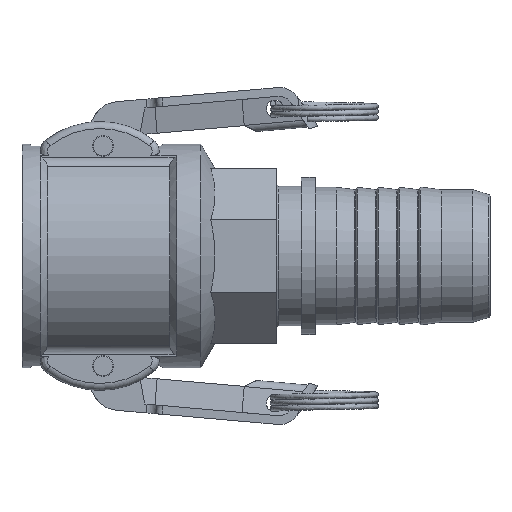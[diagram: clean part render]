
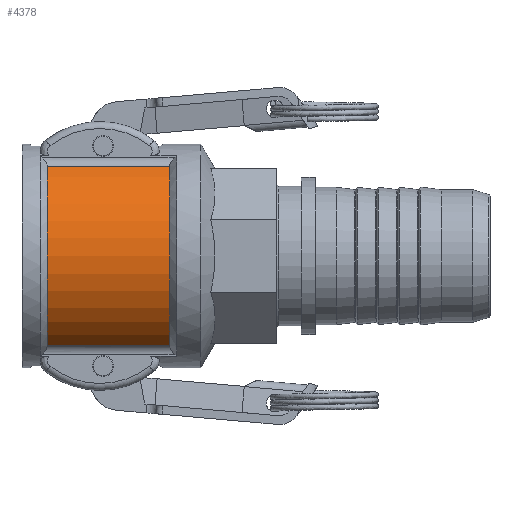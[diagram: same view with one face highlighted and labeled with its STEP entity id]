
A CAD part, front view. The second image highlights one B-rep face of the part: STEP entity #4378.
In plain terms, the highlighted cylindrical face has radius 30 mm (diameter 60 mm), a partial arc.
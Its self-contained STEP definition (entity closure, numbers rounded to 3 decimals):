
#149=CYLINDRICAL_SURFACE('',#4839,30.);
#363=LINE('',#7989,#633);
#365=LINE('',#8046,#635);
#633=VECTOR('',#5811,10.);
#635=VECTOR('',#5827,10.);
#1063=FACE_OUTER_BOUND('',#1310,.T.);
#1310=EDGE_LOOP('',(#3714,#3715,#3716,#3717));
#1527=CIRCLE('',#4792,30.);
#1531=CIRCLE('',#4799,30.);
#1956=VERTEX_POINT('',#7978);
#1958=VERTEX_POINT('',#7988);
#1963=VERTEX_POINT('',#8016);
#1966=VERTEX_POINT('',#8036);
#2520=EDGE_CURVE('',#1956,#1958,#363,.T.);
#2528=EDGE_CURVE('',#1963,#1956,#1527,.T.);
#2534=EDGE_CURVE('',#1966,#1963,#365,.T.);
#2536=EDGE_CURVE('',#1966,#1958,#1531,.T.);
#3714=ORIENTED_EDGE('',*,*,#2520,.F.);
#3715=ORIENTED_EDGE('',*,*,#2528,.F.);
#3716=ORIENTED_EDGE('',*,*,#2534,.F.);
#3717=ORIENTED_EDGE('',*,*,#2536,.T.);
#4378=ADVANCED_FACE('',(#1063),#149,.T.);
#4792=AXIS2_PLACEMENT_3D('',#8025,#5815,#5816);
#4799=AXIS2_PLACEMENT_3D('',#8049,#5831,#5832);
#4839=AXIS2_PLACEMENT_3D('',#8253,#5918,#5919);
#5811=DIRECTION('',(1.,0.,0.));
#5815=DIRECTION('center_axis',(-1.,0.,0.));
#5816=DIRECTION('ref_axis',(0.,0.,1.));
#5827=DIRECTION('',(-1.,0.,0.));
#5831=DIRECTION('center_axis',(-1.,0.,0.));
#5832=DIRECTION('ref_axis',(0.,0.,1.));
#5918=DIRECTION('center_axis',(-1.,0.,0.));
#5919=DIRECTION('ref_axis',(0.,0.,1.));
#7978=CARTESIAN_POINT('',(-19.5,-15.455,25.713));
#7988=CARTESIAN_POINT('',(15.5,-15.455,25.713));
#7989=CARTESIAN_POINT('',(-2.,-15.455,25.713));
#8016=CARTESIAN_POINT('',(-19.5,-15.455,-25.713));
#8025=CARTESIAN_POINT('Origin',(-19.5,0.,0.));
#8036=CARTESIAN_POINT('',(15.5,-15.455,-25.713));
#8046=CARTESIAN_POINT('',(-2.,-15.455,-25.713));
#8049=CARTESIAN_POINT('Origin',(15.5,0.,0.));
#8253=CARTESIAN_POINT('Origin',(-2.,0.,0.));
